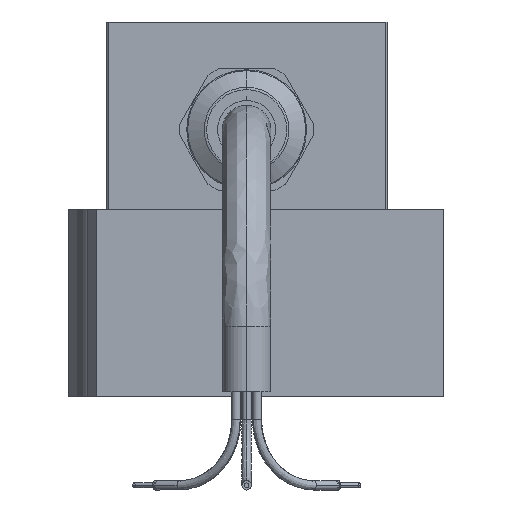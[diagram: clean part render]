
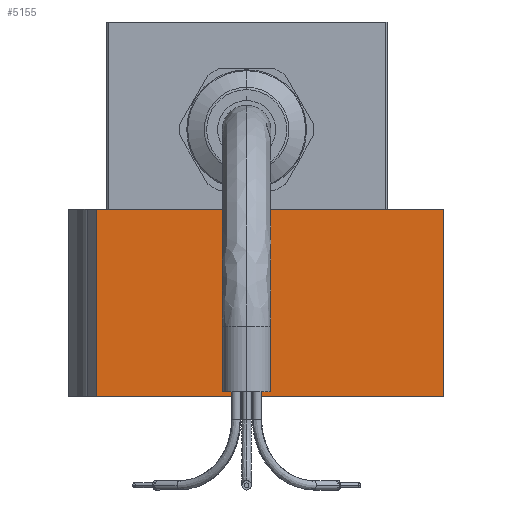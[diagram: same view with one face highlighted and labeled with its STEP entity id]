
A CAD part, left-side view. The second image highlights one B-rep face of the part: STEP entity #5155.
In plain terms, the highlighted planar face has unit normal (-1, 0, 0).
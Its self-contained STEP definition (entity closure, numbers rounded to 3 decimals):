
#262 = EDGE_LOOP ( 'NONE', ( #5737, #5373, #310, #6645 ) ) ;
#310 = ORIENTED_EDGE ( 'NONE', *, *, #6916, .F. ) ;
#429 = VERTEX_POINT ( 'NONE', #1170 ) ;
#470 = DIRECTION ( 'NONE',  ( 1., 0., 0. ) ) ;
#1015 = CARTESIAN_POINT ( 'NONE',  ( -64., 17., 10. ) ) ;
#1049 = CARTESIAN_POINT ( 'NONE',  ( -64., 17., 10. ) ) ;
#1105 = LINE ( 'NONE', #1049, #7544 ) ;
#1106 = CARTESIAN_POINT ( 'NONE',  ( -64., 0., -10. ) ) ;
#1170 = CARTESIAN_POINT ( 'NONE',  ( -64., -20., -10. ) ) ;
#1175 = EDGE_CURVE ( 'NONE', #3157, #1176, #1105, .T. ) ;
#1176 = VERTEX_POINT ( 'NONE', #1015 ) ;
#1726 = PLANE ( 'NONE',  #2731 ) ;
#1744 = LINE ( 'NONE', #1106, #2753 ) ;
#2162 = VERTEX_POINT ( 'NONE', #8086 ) ;
#2174 = VECTOR ( 'NONE', #3226, 1000. ) ;
#2322 = FACE_OUTER_BOUND ( 'NONE', #262, .T. ) ;
#2424 = CARTESIAN_POINT ( 'NONE',  ( -64., -20., 10. ) ) ;
#2479 = DIRECTION ( 'NONE',  ( 0., 1., 0. ) ) ;
#2731 = AXIS2_PLACEMENT_3D ( 'NONE', #3773, #470, #5105 ) ;
#2753 = VECTOR ( 'NONE', #2479, 1000. ) ;
#3154 = LINE ( 'NONE', #2424, #8057 ) ;
#3157 = VERTEX_POINT ( 'NONE', #5793 ) ;
#3226 = DIRECTION ( 'NONE',  ( 0., 0., -1. ) ) ;
#3274 = CARTESIAN_POINT ( 'NONE',  ( -64., -20., 10. ) ) ;
#3773 = CARTESIAN_POINT ( 'NONE',  ( -64., -20., 10. ) ) ;
#4425 = EDGE_CURVE ( 'NONE', #429, #3157, #1744, .T. ) ;
#5032 = DIRECTION ( 'NONE',  ( 0., 0., 1. ) ) ;
#5105 = DIRECTION ( 'NONE',  ( 0., 0., -1. ) ) ;
#5154 = LINE ( 'NONE', #3274, #2174 ) ;
#5155 = ADVANCED_FACE ( 'NONE', ( #2322 ), #1726, .F. ) ;
#5373 = ORIENTED_EDGE ( 'NONE', *, *, #4425, .F. ) ;
#5517 = EDGE_CURVE ( 'NONE', #1176, #2162, #3154, .T. ) ;
#5737 = ORIENTED_EDGE ( 'NONE', *, *, #1175, .F. ) ;
#5793 = CARTESIAN_POINT ( 'NONE',  ( -64., 17., -10. ) ) ;
#5796 = DIRECTION ( 'NONE',  ( 0., -1., 0. ) ) ;
#6645 = ORIENTED_EDGE ( 'NONE', *, *, #5517, .F. ) ;
#6916 = EDGE_CURVE ( 'NONE', #2162, #429, #5154, .T. ) ;
#7544 = VECTOR ( 'NONE', #5032, 1000. ) ;
#8057 = VECTOR ( 'NONE', #5796, 1000. ) ;
#8086 = CARTESIAN_POINT ( 'NONE',  ( -64., -20., 10. ) ) ;
